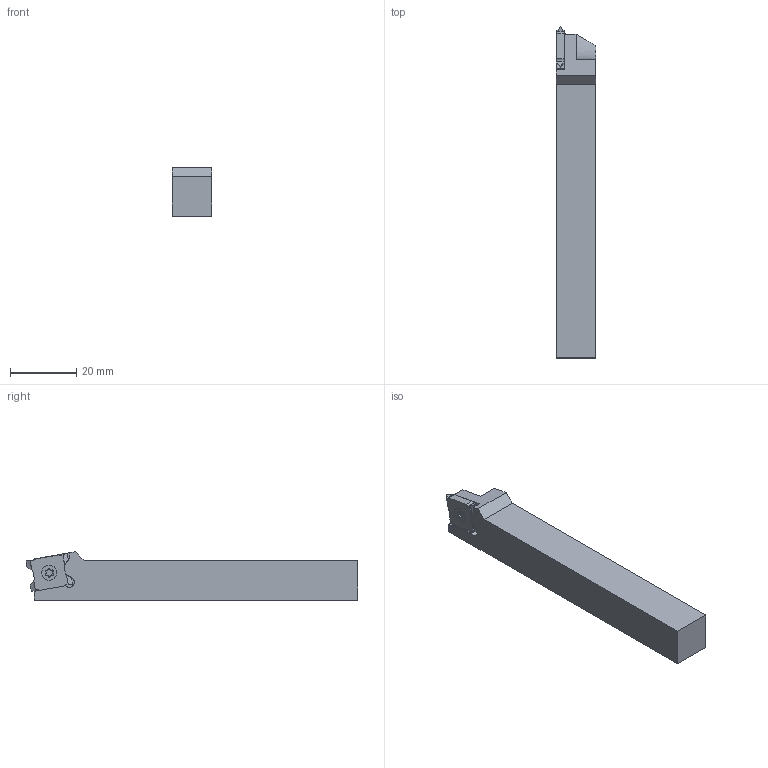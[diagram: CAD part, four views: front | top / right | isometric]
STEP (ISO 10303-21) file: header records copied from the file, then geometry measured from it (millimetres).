
FILE_DESCRIPTION((' '),'2;1');
FILE_NAME( 'Smicut_SER1212T09H12-2,4.stp', '2023-05-26T10:28:46', (' '), ('--- Datakit www.datakit.com---'), ' Datakit CrossCadWare V2023.1 Dec 17 2022', 'Mastercam 2023', ' ');
FILE_SCHEMA(('AUTOMOTIVE_DESIGN { 1 0 10303 214 1 1 1 1 }'));
Length unit declared in the file: millimetre
Products named in the file (1): Smicut_SER1212T09H12-2,4
Bounding box: 12 x 100 x 14.62 mm (x, y, z)
Volume: 13865.9 mm3; surface area: 5396.8 mm2
Topology: 3 solids, 3 shells, 103 faces, 284 edges, 188 vertices
Faces by surface type: plane 58, cylinder 27, bspline 8, cone 8, torus 2
Entity records: 3423 total; most frequent: CARTESIAN_POINT 656, ORIENTED_EDGE 568, DIRECTION 554, EDGE_CURVE 284, VECTOR 190, LINE 190, VERTEX_POINT 188, AXIS2_PLACEMENT_3D 182
